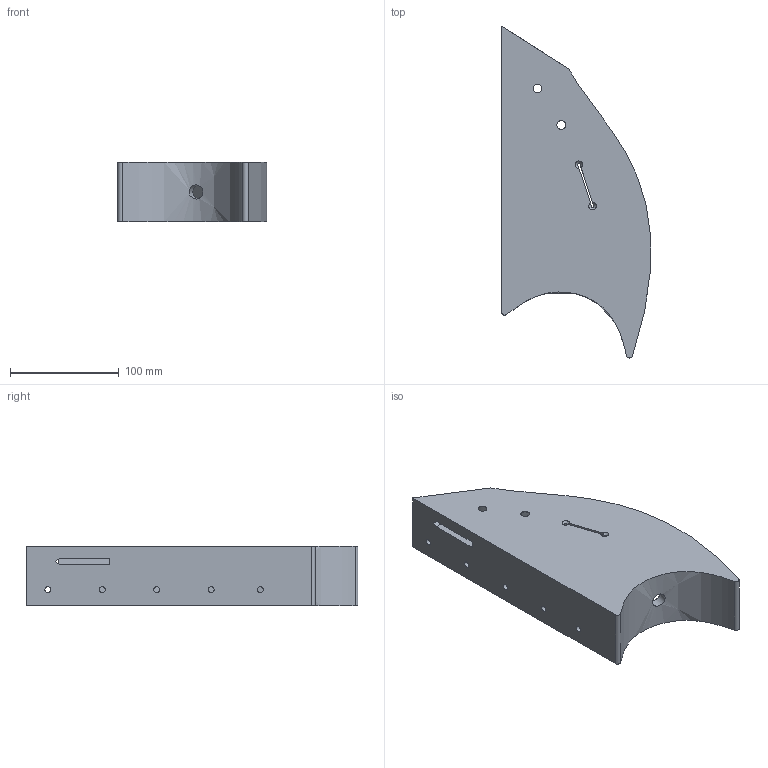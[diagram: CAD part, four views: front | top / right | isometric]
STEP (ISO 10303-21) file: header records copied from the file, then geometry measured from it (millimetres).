
FILE_DESCRIPTION(/* description */ ('STEP AP242','CAx-IF Rec.Pracs.---Representation and Presentation of Product Manufacturing Information (PMI)---4.0---2014-10-13','CAx-IF Rec.Pracs.---3D Tessellated Geometry---0.4---2014-09-14','2;1'),/* implementation_level */ '2;1');
FILE_NAME(/* name */ 'BC Rich - Headless - Body - Bottom Right',/* time_stamp */ '2025-02-06T01:27:05Z',/* author */ (''),/* organization */ (''),/* preprocessor_version */ 'ST-DEVELOPER v20',/* originating_system */ 'ONSHAPE BY PTC INC, 1.193',/* authorisation */ ' ');
FILE_SCHEMA (('AP242_MANAGED_MODEL_BASED_3D_ENGINEERING_MIM_LF { 1 0 10303 442 1 1 4 }'));
Length unit declared in the file: metre
Products named in the file (1): Headless - Body - Bottom Right
Bounding box: 137.05 x 304.91 x 55 mm (x, y, z)
Volume: 391191.1 mm3; surface area: 127304.7 mm2
Topology: 1 solids, 1 shells, 63 faces, 153 edges, 99 vertices
Faces by surface type: plane 25, cylinder 24, bspline 10, cone 4
Full cylindrical faces by diameter (mm): 3.2 x1, 4.5 x1, 5.5 x5, 6 x3, 10 x5, 13 x1
Entity records: 2378 total; most frequent: CARTESIAN_POINT 952, DIRECTION 268, ORIENTED_EDGE 264, EDGE_CURVE 132, EDGE_LOOP 112, FACE_BOUND 112, AXIS2_PLACEMENT_3D 108, VERTEX_POINT 98
